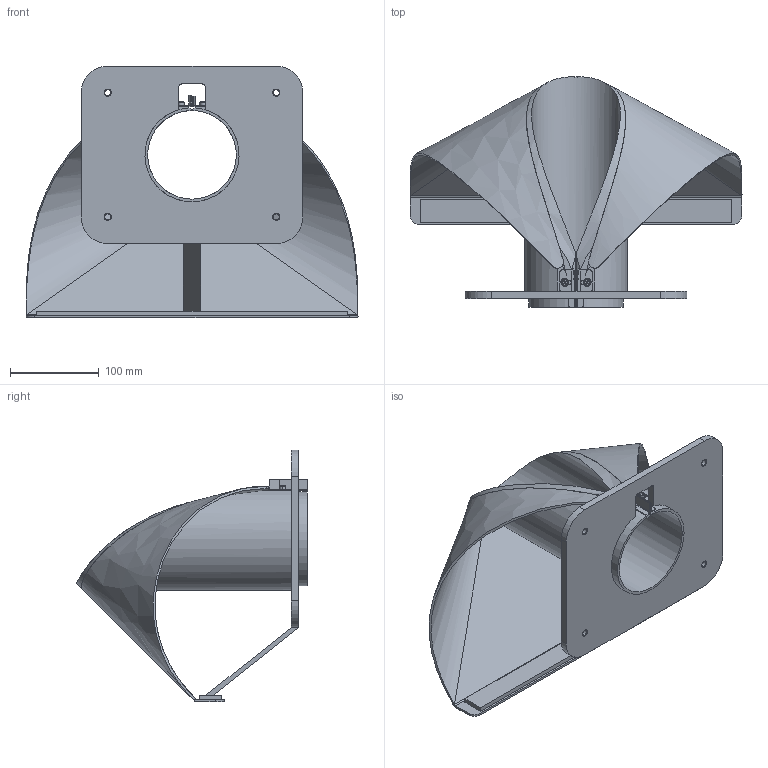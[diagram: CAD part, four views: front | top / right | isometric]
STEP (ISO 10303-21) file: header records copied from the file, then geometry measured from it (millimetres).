
FILE_DESCRIPTION (( 'STEP AP203' ), '1' );
FILE_NAME ('Bagformer.STEP', '2021-01-26T16:44:02', ( '' ), ( '' ), 'SwSTEP 2.0', 'SolidWorks 2021', '' );
FILE_SCHEMA (( 'CONFIG_CONTROL_DESIGN' ));
Length unit declared in the file: millimetre
Products named in the file (10): guide; Bagformer; support; guide2; en iso 4762 m4 x 6 - 6n_EN ISO 4762 M4 x 6 - 6N; flange; beam; washer iso 7089 - 4_Washer ISO 7089 - 4; sheet metal; body
Assembly tree (11 placements, depth 2):
  Bagformer
    sheet metal
    body
    flange
    support
    beam
    guide
    washer iso 7089 - 4_Washer ISO 7089 - 4  x2
    en iso 4762 m4 x 6 - 6n_EN ISO 4762 M4 x 6 - 6N  x2
    guide2
Bounding box: 374.16 x 260 x 283.9 mm (x, y, z)
Volume: 1125902.8 mm3; surface area: 481165 mm2
Topology: 11 solids, 11 shells, 258 faces, 619 edges, 383 vertices
Faces by surface type: plane 131, cylinder 67, cone 34, bspline 18, torus 8
Entity records: 21057 total; most frequent: CARTESIAN_POINT 14755, ORIENTED_EDGE 1094, DIRECTION 1046, EDGE_CURVE 547, AXIS2_PLACEMENT_3D 371, VERTEX_POINT 342, LINE 304, VECTOR 304
